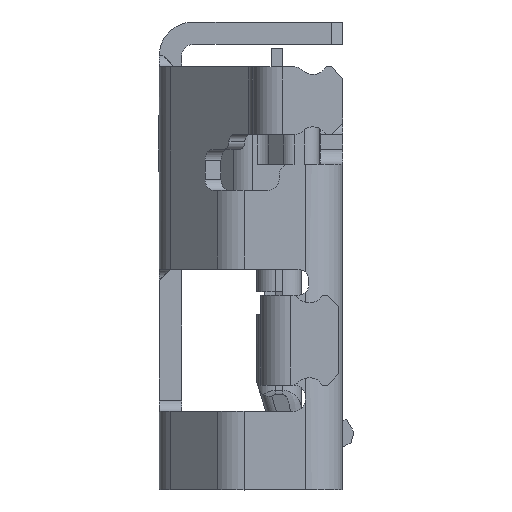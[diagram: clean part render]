
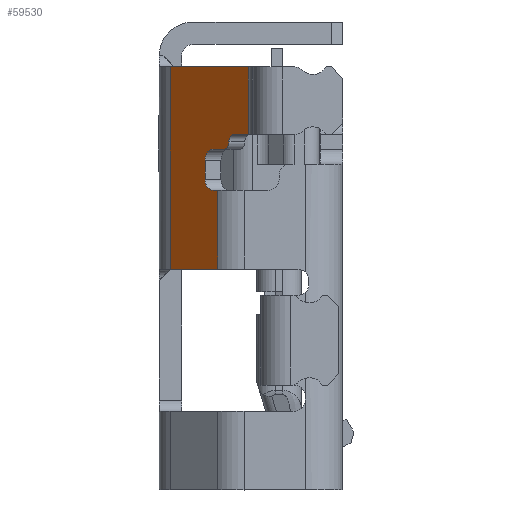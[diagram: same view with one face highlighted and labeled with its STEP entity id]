
A CAD part, left-side view. The second image highlights one B-rep face of the part: STEP entity #59530.
In plain terms, the highlighted planar face has unit normal (-0.707, 0.707, 0).
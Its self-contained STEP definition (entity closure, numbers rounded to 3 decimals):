
#56210=CARTESIAN_POINT('',(0.963,-1.299,
5.65));
#56220=VERTEX_POINT('',#56210);
#56250=CARTESIAN_POINT('',(0.,-2.263,5.65));
#56260=DIRECTION('',(0.707,0.707,-0.));
#56270=VECTOR('',#56260,1.);
#56280=LINE('',#56250,#56270);
#56290=CARTESIAN_POINT('',(2.004,-0.258,
5.65));
#56300=VERTEX_POINT('',#56290);
#56310=EDGE_CURVE('',#56220,#56300,#56280,.T.);
#57830=CARTESIAN_POINT('',(1.432,-0.831,4.));
#57840=VERTEX_POINT('',#57830);
#58260=CARTESIAN_POINT('',(1.371,-0.891,4.));
#58270=VERTEX_POINT('',#58260);
#58300=CARTESIAN_POINT('',(0.,-2.263,4.));
#58310=DIRECTION('',(0.707,0.707,-0.));
#58320=VECTOR('',#58310,1.);
#58330=LINE('',#58300,#58320);
#58340=EDGE_CURVE('',#58270,#57840,#58330,.T.);
#58450=CARTESIAN_POINT('',(1.432,-0.831,4.15));
#58460=DIRECTION('',(-0.707,0.707,-0.));
#58470=DIRECTION('',(-0.707,-0.707,0.));
#58480=AXIS2_PLACEMENT_3D('',#58450,#58460,#58470);
#58490=CIRCLE('',#58480,0.15);
#58500=CARTESIAN_POINT('',(1.538,-0.725,4.15));
#58510=VERTEX_POINT('',#58500);
#58520=EDGE_CURVE('',#58510,#57840,#58490,.T.);
#58640=CARTESIAN_POINT('',(0.943,-1.32,
5.704));
#58650=DIRECTION('',(-0.707,0.707,0.));
#58660=DIRECTION('',(0.707,0.707,0.));
#58670=AXIS2_PLACEMENT_3D('',#58640,#58650,#58660);
#58680=PLANE('',#58670);
#58690=CARTESIAN_POINT('',(1.538,-0.725,0.));
#58700=DIRECTION('',(-0.,-0.,1.));
#58710=VECTOR('',#58700,1.);
#58720=LINE('',#58690,#58710);
#58730=CARTESIAN_POINT('',(1.538,-0.725,4.4));
#58740=VERTEX_POINT('',#58730);
#58750=EDGE_CURVE('',#58510,#58740,#58720,.T.);
#58760=ORIENTED_EDGE('',*,*,#58750,.T.);
#58770=ORIENTED_EDGE('',*,*,#58520,.F.);
#58780=ORIENTED_EDGE('',*,*,#58340,.T.);
#58790=CARTESIAN_POINT('',(1.371,-0.891,2.95));
#58800=DIRECTION('',(0.,0.,1.));
#58810=VECTOR('',#58800,1.);
#58820=LINE('',#58790,#58810);
#58830=CARTESIAN_POINT('',(1.371,-0.891,2.95));
#58840=VERTEX_POINT('',#58830);
#58850=EDGE_CURVE('',#58840,#58270,#58820,.T.);
#58860=ORIENTED_EDGE('',*,*,#58850,.T.);
#58870=CARTESIAN_POINT('',(0.,-2.263,2.95));
#58880=DIRECTION('',(-0.707,-0.707,-0.));
#58890=VECTOR('',#58880,1.);
#58900=LINE('',#58870,#58890);
#58910=CARTESIAN_POINT('',(2.004,-0.258,2.95));
#58920=VERTEX_POINT('',#58910);
#58930=EDGE_CURVE('',#58920,#58840,#58900,.T.);
#58940=ORIENTED_EDGE('',*,*,#58930,.T.);
#58950=CARTESIAN_POINT('',(2.004,-0.258,2.95));
#58960=DIRECTION('',(0.,0.,1.));
#58970=VECTOR('',#58960,1.);
#58980=LINE('',#58950,#58970);
#58990=EDGE_CURVE('',#58920,#56300,#58980,.T.);
#59000=ORIENTED_EDGE('',*,*,#58990,.F.);
#59010=ORIENTED_EDGE('',*,*,#56310,.T.);
#59020=CARTESIAN_POINT('',(0.963,-1.299,4.75));
#59030=DIRECTION('',(0.,0.,1.));
#59040=VECTOR('',#59030,1.);
#59050=LINE('',#59020,#59040);
#59060=CARTESIAN_POINT('',(0.963,-1.299,4.75));
#59070=VERTEX_POINT('',#59060);
#59080=EDGE_CURVE('',#59070,#56220,#59050,.T.);
#59090=ORIENTED_EDGE('',*,*,#59080,.T.);
#59100=CARTESIAN_POINT('',(0.,-2.263,4.75));
#59110=DIRECTION('',(-0.707,-0.707,-0.));
#59120=VECTOR('',#59110,1.);
#59130=LINE('',#59100,#59120);
#59140=CARTESIAN_POINT('',(1.149,-1.113,4.75));
#59150=VERTEX_POINT('',#59140);
#59160=EDGE_CURVE('',#59150,#59070,#59130,.T.);
#59170=ORIENTED_EDGE('',*,*,#59160,.T.);
#59180=CARTESIAN_POINT('',(1.149,-1.113,4.65));
#59190=DIRECTION('',(-0.707,0.707,0.));
#59200=DIRECTION('',(0.707,0.707,0.));
#59210=AXIS2_PLACEMENT_3D('',#59180,#59190,#59200);
#59220=CIRCLE('',#59210,0.1);
#59230=CARTESIAN_POINT('',(1.22,-1.043,4.65));
#59240=VERTEX_POINT('',#59230);
#59250=EDGE_CURVE('',#59150,#59240,#59220,.T.);
#59260=ORIENTED_EDGE('',*,*,#59250,.F.);
#59270=CARTESIAN_POINT('',(1.291,-0.972,4.65));
#59280=DIRECTION('',(0.707,-0.707,-0.));
#59290=DIRECTION('',(0.707,0.707,0.));
#59300=AXIS2_PLACEMENT_3D('',#59270,#59280,#59290);
#59310=CIRCLE('',#59300,0.1);
#59320=CARTESIAN_POINT('',(1.291,-0.972,4.55));
#59330=VERTEX_POINT('',#59320);
#59340=EDGE_CURVE('',#59240,#59330,#59310,.T.);
#59350=ORIENTED_EDGE('',*,*,#59340,.F.);
#59360=CARTESIAN_POINT('',(0.,-2.263,4.55));
#59370=DIRECTION('',(-0.707,-0.707,-0.));
#59380=VECTOR('',#59370,1.);
#59390=LINE('',#59360,#59380);
#59400=CARTESIAN_POINT('',(1.432,-0.831,4.55));
#59410=VERTEX_POINT('',#59400);
#59420=EDGE_CURVE('',#59410,#59330,#59390,.T.);
#59430=ORIENTED_EDGE('',*,*,#59420,.T.);
#59440=CARTESIAN_POINT('',(1.432,-0.831,4.4));
#59450=DIRECTION('',(-0.707,0.707,0.));
#59460=DIRECTION('',(0.707,0.707,0.));
#59470=AXIS2_PLACEMENT_3D('',#59440,#59450,#59460);
#59480=CIRCLE('',#59470,0.15);
#59490=EDGE_CURVE('',#59410,#58740,#59480,.T.);
#59500=ORIENTED_EDGE('',*,*,#59490,.F.);
#59510=EDGE_LOOP('',(#59500,#59430,#59350,#59260,#59170,#59090,#59010,
#59000,#58940,#58860,#58780,#58770,#58760));
#59520=FACE_OUTER_BOUND('',#59510,.T.);
#59530=ADVANCED_FACE('',(#59520),#58680,.T.);
